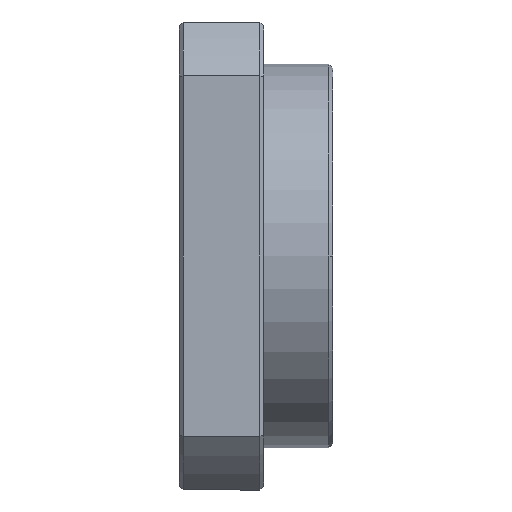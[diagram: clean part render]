
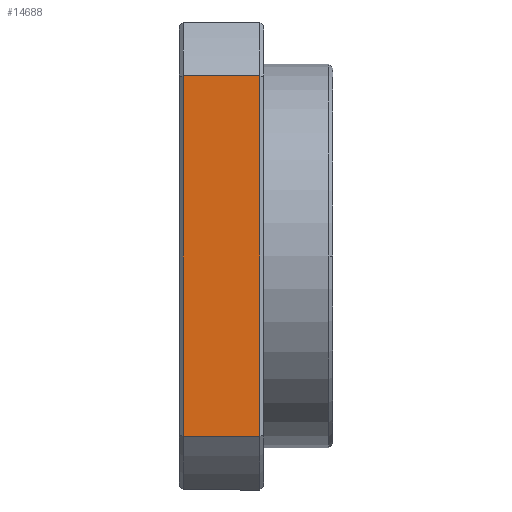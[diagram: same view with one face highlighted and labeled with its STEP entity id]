
A CAD part, front view. The second image highlights one B-rep face of the part: STEP entity #14688.
In plain terms, the highlighted planar face has unit normal (0, -1, 0).
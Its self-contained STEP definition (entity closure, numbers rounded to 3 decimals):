
#896 = VERTEX_POINT ( 'NONE', #24265 ) ;
#1325 = CARTESIAN_POINT ( 'NONE',  ( 15.671, -24.665, 23.495 ) ) ;
#1665 = VERTEX_POINT ( 'NONE', #19132 ) ;
#3856 = CARTESIAN_POINT ( 'NONE',  ( -23.829, -24.665, 23.495 ) ) ;
#3857 = CARTESIAN_POINT ( 'NONE',  ( -115.976, -24.665, -23.495 ) ) ;
#4549 = DIRECTION ( 'NONE',  ( 0., 0., -1. ) ) ;
#4570 = EDGE_LOOP ( 'NONE', ( #11843, #8796, #11794, #10858 ) ) ;
#6650 = DIRECTION ( 'NONE',  ( 0., 0., 1. ) ) ;
#7914 = CARTESIAN_POINT ( 'NONE',  ( -33.829, -24.665, 23.495 ) ) ;
#7947 = VECTOR ( 'NONE', #23964, 1000. ) ;
#7982 = DIRECTION ( 'NONE',  ( -1., 0., 0. ) ) ;
#8343 = DIRECTION ( 'NONE',  ( -1., 0., 0. ) ) ;
#8796 = ORIENTED_EDGE ( 'NONE', *, *, #12318, .F. ) ;
#9370 = LINE ( 'NONE', #1325, #26302 ) ;
#10858 = ORIENTED_EDGE ( 'NONE', *, *, #14380, .T. ) ;
#11794 = ORIENTED_EDGE ( 'NONE', *, *, #22912, .F. ) ;
#11843 = ORIENTED_EDGE ( 'NONE', *, *, #22756, .T. ) ;
#12318 = EDGE_CURVE ( 'NONE', #896, #15510, #16872, .T. ) ;
#14380 = EDGE_CURVE ( 'NONE', #1665, #22181, #26404, .T. ) ;
#14688 = ADVANCED_FACE ( 'NONE', ( #24348 ), #17536, .T. ) ;
#15248 = CARTESIAN_POINT ( 'NONE',  ( -33.829, -24.665, -30.5 ) ) ;
#15369 = CARTESIAN_POINT ( 'NONE',  ( -23.829, -24.665, -30.5 ) ) ;
#15510 = VERTEX_POINT ( 'NONE', #7914 ) ;
#15948 = DIRECTION ( 'NONE',  ( 0., -1., 0. ) ) ;
#16872 = LINE ( 'NONE', #15248, #7947 ) ;
#17536 = PLANE ( 'NONE',  #26437 ) ;
#19132 = CARTESIAN_POINT ( 'NONE',  ( -23.829, -24.665, -23.495 ) ) ;
#22105 = CARTESIAN_POINT ( 'NONE',  ( 15.671, -24.665, -30.5 ) ) ;
#22181 = VERTEX_POINT ( 'NONE', #3856 ) ;
#22756 = EDGE_CURVE ( 'NONE', #22181, #15510, #9370, .T. ) ;
#22912 = EDGE_CURVE ( 'NONE', #1665, #896, #24227, .T. ) ;
#23964 = DIRECTION ( 'NONE',  ( 0., 0., 1. ) ) ;
#24227 = LINE ( 'NONE', #3857, #25279 ) ;
#24265 = CARTESIAN_POINT ( 'NONE',  ( -33.829, -24.665, -23.495 ) ) ;
#24348 = FACE_OUTER_BOUND ( 'NONE', #4570, .T. ) ;
#25279 = VECTOR ( 'NONE', #8343, 1000. ) ;
#26093 = VECTOR ( 'NONE', #6650, 1000. ) ;
#26302 = VECTOR ( 'NONE', #7982, 1000. ) ;
#26404 = LINE ( 'NONE', #15369, #26093 ) ;
#26437 = AXIS2_PLACEMENT_3D ( 'NONE', #22105, #15948, #4549 ) ;
